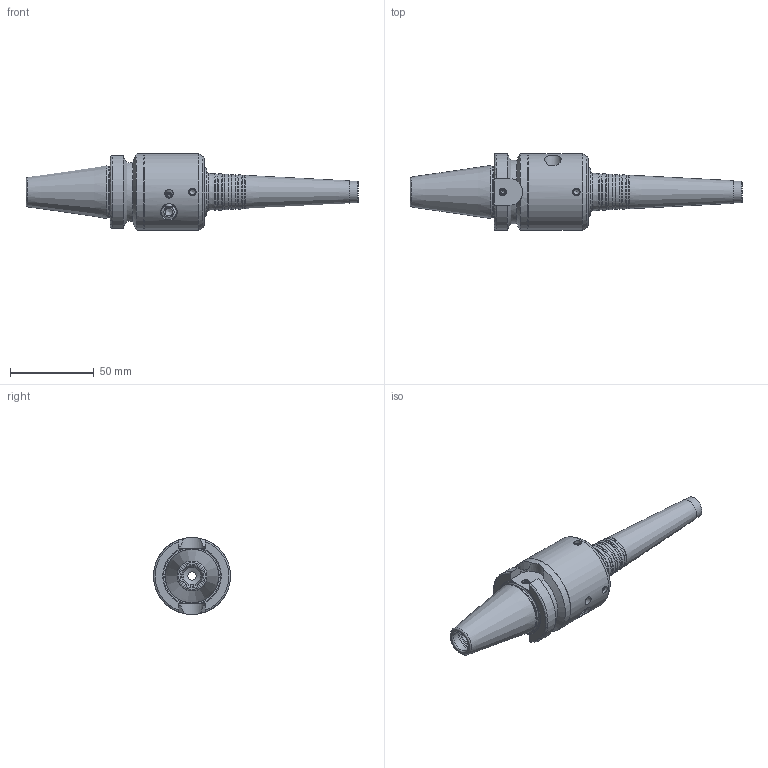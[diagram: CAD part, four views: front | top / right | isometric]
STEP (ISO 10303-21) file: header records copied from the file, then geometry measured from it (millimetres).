
FILE_DESCRIPTION((''),'2;1');
FILE_NAME('360002106150 BT30-PHZ06SB-150-3D.stp','2022-11-10T18:15:32',('nttooll'),(''),'Autodesk Inventor 2012','Autodesk Inventor 2012','');
FILE_SCHEMA(('AUTOMOTIVE_DESIGN { 1 0 10303 214 1 1 1 1 }'));
Length unit declared in the file: millimetre
Products named in the file (1): 360002106150 BT30-PHZ06SB-150-3D
Bounding box: 198.4 x 46 x 46 mm (x, y, z)
Volume: 121656.2 mm3; surface area: 27691.9 mm2
Topology: 1 solids, 2 shells, 187 faces, 399 edges, 235 vertices
Faces by surface type: cone 77, cylinder 60, plane 35, torus 15
Full cylindrical faces by diameter (mm): 2.309 x4, 3.4 x2, 3.464 x4, 4 x4, 4.1 x1, 4.5 x4, 4.619 x2, 5 x3, 6 x10, 6.4 x1, 6.8 x2, 7 x2, 8.6 x1, 9 x3, 10.4 x1, 10.5 x1, 12 x1, 12.5 x1, 12.9 x1, 13 x1, 30.8 x1, 45.8 x1, 46 x1
Entity records: 4515 total; most frequent: CARTESIAN_POINT 1133, DIRECTION 744, ORIENTED_EDGE 474, AXIS2_PLACEMENT_3D 359, EDGE_LOOP 348, EDGE_CURVE 237, VERTEX_POINT 211, FACE_OUTER_BOUND 187
